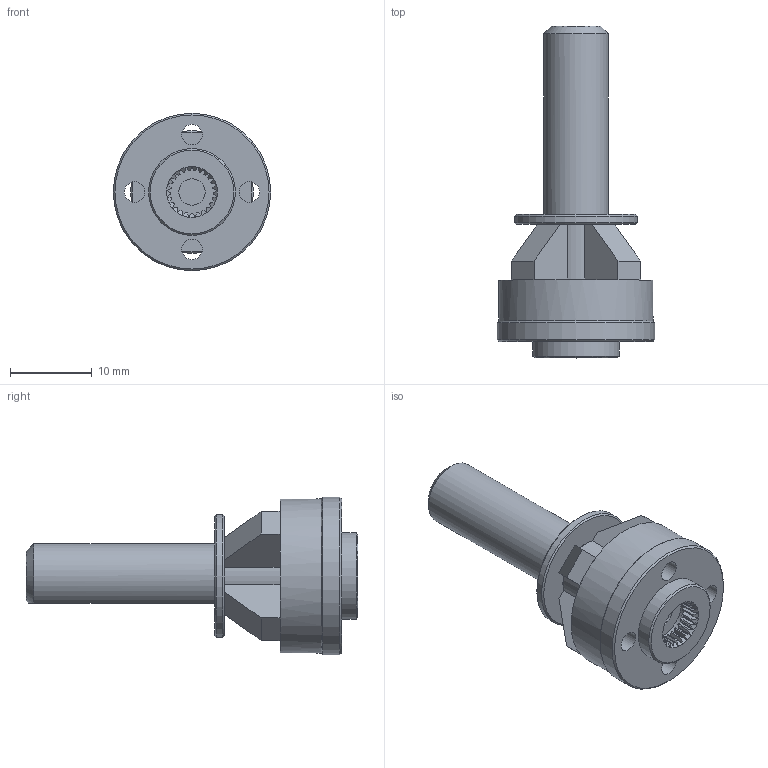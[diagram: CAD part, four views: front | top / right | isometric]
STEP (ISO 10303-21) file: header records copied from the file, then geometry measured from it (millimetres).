
FILE_DESCRIPTION(/* description */ ('STEP AP214'),/* implementation_level */ '2;1');
FILE_NAME(/* name */ '642192ce1d7102162744f99b',/* time_stamp */ '2023-03-27T12:57:51+00:00',/* author */ (''),/* organization */ (''),/* preprocessor_version */ 'ST-DEVELOPER v18.102',/* originating_system */ ' ',/* authorisation */ ' ');
FILE_SCHEMA (('AUTOMOTIVE_DESIGN {1 0 10303 214 3 1 1}'));
Length unit declared in the file: metre
Products named in the file (1): link_1_ring
Bounding box: 19.2 x 40.5 x 19.2 mm (x, y, z)
Volume: 3914.2 mm3; surface area: 2766.3 mm2
Topology: 1 solids, 1 shells, 167 faces, 449 edges, 288 vertices
Faces by surface type: plane 114, cylinder 46, cone 7
Full cylindrical faces by diameter (mm): 2.5 x4, 3.1 x4, 3.2 x1, 6.2 x1, 6.4 x1, 8 x1, 10.6 x1, 15 x1, 18.8 x1, 19.2 x1
Entity records: 5032 total; most frequent: CARTESIAN_POINT 968, DIRECTION 840, ORIENTED_EDGE 836, EDGE_CURVE 418, AXIS2_PLACEMENT_3D 305, VERTEX_POINT 280, LINE 230, VECTOR 230
